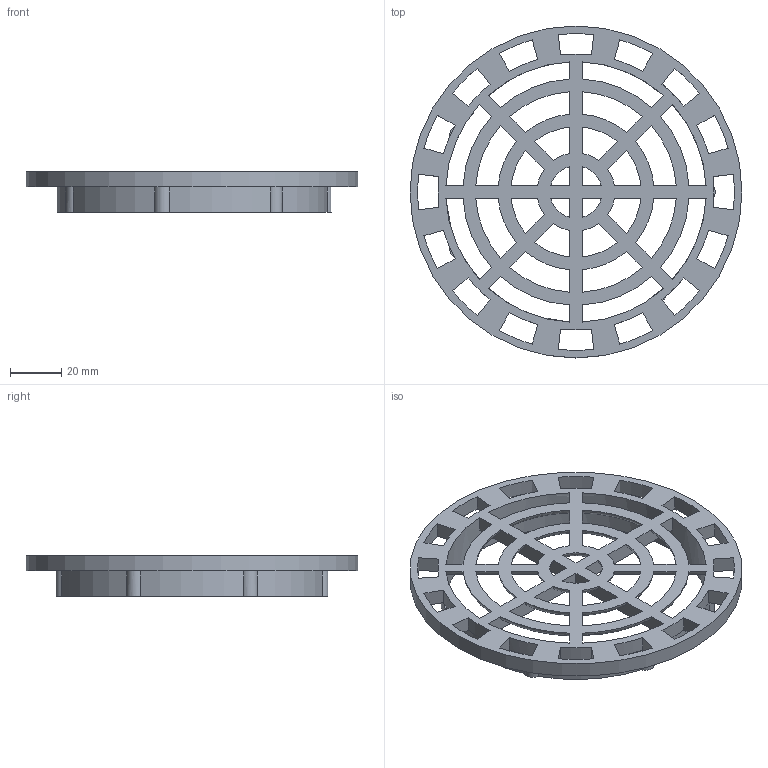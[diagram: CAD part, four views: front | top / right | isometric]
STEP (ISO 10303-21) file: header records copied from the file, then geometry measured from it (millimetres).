
FILE_DESCRIPTION(/* description */ ('STEP AP214'),/* implementation_level */ '2;1');
FILE_NAME(/* name */ '483210001(1)',/* time_stamp */ '2022-12-23T08:18:16+01:00',/* author */ ('License CC BY-ND 4.0'),/* organization */ ('CADENAS'),/* preprocessor_version */ 'ST-DEVELOPER v18.102',/* originating_system */ 'PARTsolutions',/* authorisation */ ' ');
FILE_SCHEMA (('AUTOMOTIVE_DESIGN {1 0 10303 214 3 1 1}'));
Length unit declared in the file: millimetre
Products named in the file (1): 483210001(1)
Bounding box: 130 x 130 x 16 mm (x, y, z)
Volume: 39143.7 mm3; surface area: 32935.8 mm2
Topology: 1 solids, 1 shells, 129 faces, 460 edges, 302 vertices
Faces by surface type: cylinder 60, plane 49, torus 20
Full cylindrical faces by diameter (mm): 102 x1, 130 x1
Entity records: 5398 total; most frequent: CARTESIAN_POINT 1264, ORIENTED_EDGE 914, DIRECTION 818, EDGE_CURVE 457, VERTEX_POINT 301, AXIS2_PLACEMENT_3D 299, LINE 220, VECTOR 220
